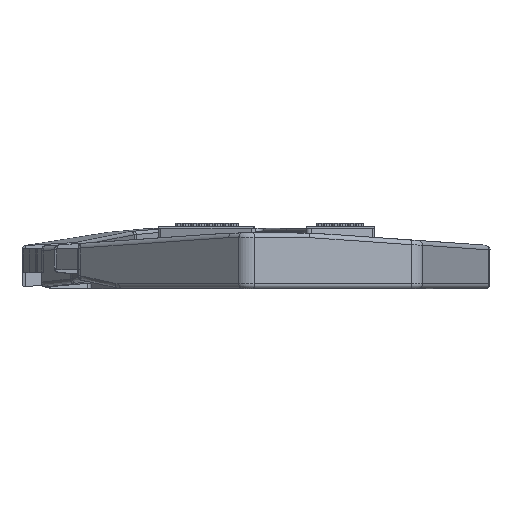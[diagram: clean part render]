
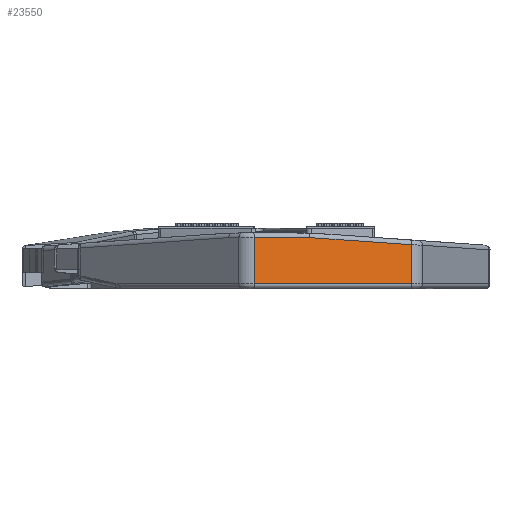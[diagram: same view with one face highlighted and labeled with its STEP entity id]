
A CAD part, left-side view. The second image highlights one B-rep face of the part: STEP entity #23550.
In plain terms, the highlighted planar face has unit normal (-0.966, -0.259, 0).
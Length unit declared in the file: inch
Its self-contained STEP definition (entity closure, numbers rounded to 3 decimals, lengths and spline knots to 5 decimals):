
#1104=PLANE('',#25453);
#2507=FACE_OUTER_BOUND('',#3970,.T.);
#3970=EDGE_LOOP('',(#18040,#18041,#18042,#18043,#18044));
#5601=LINE('',#36642,#7735);
#5603=LINE('',#36654,#7737);
#5697=LINE('',#37764,#7831);
#5724=LINE('',#38753,#7858);
#5725=LINE('',#38756,#7859);
#7735=VECTOR('',#28574,0.3937);
#7737=VECTOR('',#28582,0.3937);
#7831=VECTOR('',#28916,0.3937);
#7858=VECTOR('',#29107,0.3937);
#7859=VECTOR('',#29112,0.3937);
#10969=VERTEX_POINT('',#36639);
#10970=VERTEX_POINT('',#36641);
#10973=VERTEX_POINT('',#36652);
#11116=VERTEX_POINT('',#37758);
#11117=VERTEX_POINT('',#37762);
#13486=EDGE_CURVE('',#10969,#10970,#5601,.T.);
#13491=EDGE_CURVE('',#10973,#10969,#5603,.T.);
#13705=EDGE_CURVE('',#11117,#11116,#5697,.T.);
#13831=EDGE_CURVE('',#11116,#10973,#5724,.T.);
#13833=EDGE_CURVE('',#10970,#11117,#5725,.T.);
#18040=ORIENTED_EDGE('',*,*,#13705,.F.);
#18041=ORIENTED_EDGE('',*,*,#13833,.F.);
#18042=ORIENTED_EDGE('',*,*,#13486,.F.);
#18043=ORIENTED_EDGE('',*,*,#13491,.F.);
#18044=ORIENTED_EDGE('',*,*,#13831,.F.);
#23550=ADVANCED_FACE('',(#2507),#1104,.T.);
#25453=AXIS2_PLACEMENT_3D('',#38755,#29110,#29111);
#28574=DIRECTION('',(0.258,-0.964,-0.067));
#28582=DIRECTION('',(0.259,-0.966,0.));
#28916=DIRECTION('',(-0.259,0.966,0.));
#29107=DIRECTION('',(0.,0.,1.));
#29110=DIRECTION('center_axis',(-0.966,-0.259,0.));
#29111=DIRECTION('ref_axis',(0.259,-0.966,0.));
#29112=DIRECTION('',(0.,0.,-1.));
#36639=CARTESIAN_POINT('',(-48.5728,7.69346,1.6));
#36641=CARTESIAN_POINT('',(-47.71967,4.50955,1.37736));
#36642=CARTESIAN_POINT('',(-46.5046,-0.02514,1.06026));
#36652=CARTESIAN_POINT('',(-49.03731,9.42704,1.6));
#36654=CARTESIAN_POINT('',(-48.71039,8.20696,1.6));
#37758=CARTESIAN_POINT('',(-49.03731,9.42704,0.15));
#37762=CARTESIAN_POINT('',(-47.71967,4.50955,0.15));
#37764=CARTESIAN_POINT('',(-48.71039,8.20696,0.15));
#38753=CARTESIAN_POINT('',(-49.03731,9.42704,0.));
#38755=CARTESIAN_POINT('Origin',(-49.11202,9.70588,0.));
#38756=CARTESIAN_POINT('',(-47.71967,4.50955,0.));
